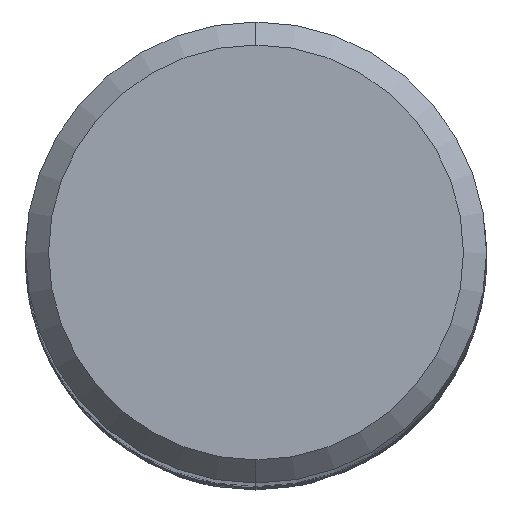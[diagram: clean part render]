
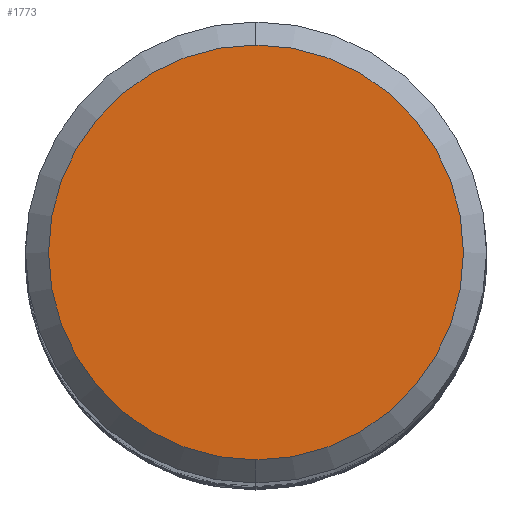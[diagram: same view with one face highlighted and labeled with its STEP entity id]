
A CAD part, top view. The second image highlights one B-rep face of the part: STEP entity #1773.
In plain terms, the highlighted planar face has unit normal (0, 0, 1).
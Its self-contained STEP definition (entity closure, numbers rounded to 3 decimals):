
#1307=EDGE_CURVE('',#2095,#2719,#3786,.T.);
#1773=ADVANCED_FACE('',(#4286),#4287,.T.);
#1901=EDGE_CURVE('',#2719,#2095,#4426,.T.);
#2095=VERTEX_POINT('',#4638);
#2719=VERTEX_POINT('',#5312);
#3786=CIRCLE('',#6484,4.5);
#4286=FACE_OUTER_BOUND('',#13191,.T.);
#4287=PLANE('',#13192);
#4426=CIRCLE('',#14572,4.5);
#4638=CARTESIAN_POINT('',(0.0,4.5,0.0));
#5312=CARTESIAN_POINT('',(0.,-4.5,0.0));
#6484=AXIS2_PLACEMENT_3D('',#37640,#37641,#37642);
#13191=EDGE_LOOP('',(#38107,#38108));
#13192=AXIS2_PLACEMENT_3D('',#38109,#38110,#38111);
#14572=AXIS2_PLACEMENT_3D('',#38220,#38221,#38222);
#37640=CARTESIAN_POINT('',(0.0,0.0,0.0));
#37641=DIRECTION('',(0.0,0.0,-1.0));
#37642=DIRECTION('',(0.0,1.0,0.0));
#38107=ORIENTED_EDGE('',*,*,#1307,.F.);
#38108=ORIENTED_EDGE('',*,*,#1901,.F.);
#38109=CARTESIAN_POINT('',(0.0,2.25,0.0));
#38110=DIRECTION('',(-0.0,0.0,1.0));
#38111=DIRECTION('',(0.0,-1.0,0.0));
#38220=CARTESIAN_POINT('',(0.0,0.0,0.0));
#38221=DIRECTION('',(0.0,0.0,-1.0));
#38222=DIRECTION('',(0.0,1.0,0.0));
